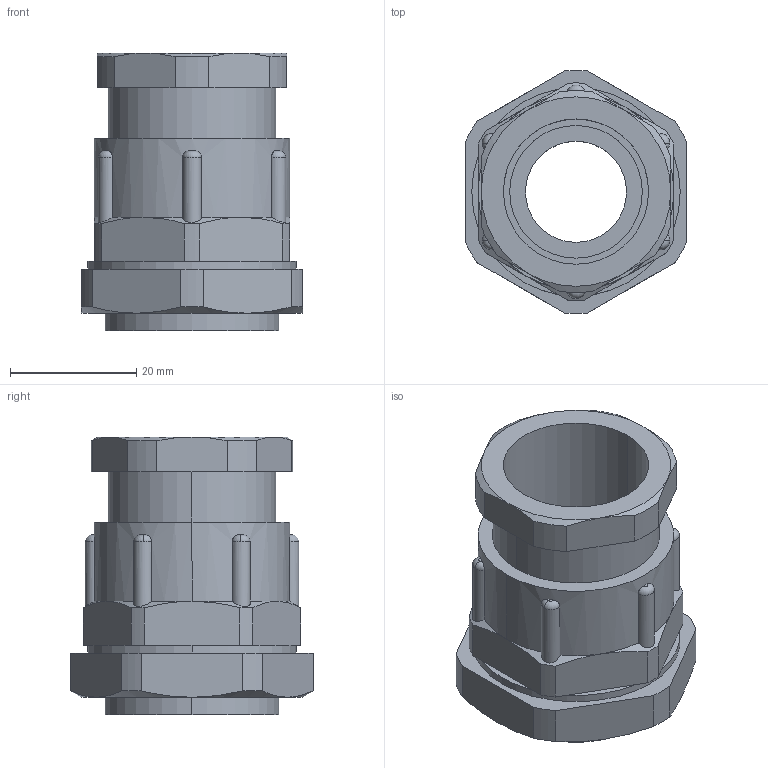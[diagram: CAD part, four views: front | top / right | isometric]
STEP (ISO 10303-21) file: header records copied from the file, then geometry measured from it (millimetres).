
FILE_DESCRIPTION (( 'STEP AP214' ), '1' );
FILE_NAME ('YSA30-16-21-54-K41 Ñàëüíèê PGL 21 äèàìåòð ïðîâîäíèêà 14-15ìì IP54 ÈÝÊ.STEP', '2016-09-27T13:27:00', ( '' ), ( '' ), 'SwSTEP 2.0', 'SolidWorks 2014', '' );
FILE_SCHEMA (( 'AUTOMOTIVE_DESIGN' ));
Length unit declared in the file: millimetre
Products named in the file (1): YSA30-16-21-54-K41 Ñàëüíèê PGL 21 äèàìåòð ïðîâîäíèêà 14-15ìì IP54 ÈÝÊ
Bounding box: 35 x 38.48 x 44 mm (x, y, z)
Volume: 18578 mm3; surface area: 15381.5 mm2
Topology: 6 solids, 6 shells, 181 faces, 454 edges, 294 vertices
Faces by surface type: plane 74, cylinder 54, bspline 23, cone 18, torus 12
Entity records: 7215 total; most frequent: CARTESIAN_POINT 2909, ORIENTED_EDGE 908, DIRECTION 816, EDGE_CURVE 454, AXIS2_PLACEMENT_3D 305, VERTEX_POINT 294, LINE 206, VECTOR 206
